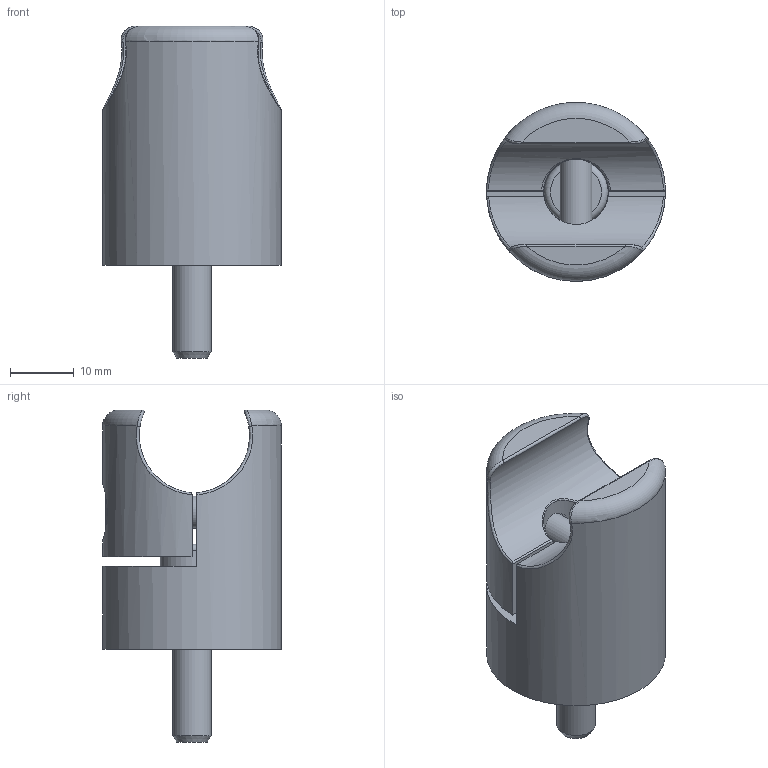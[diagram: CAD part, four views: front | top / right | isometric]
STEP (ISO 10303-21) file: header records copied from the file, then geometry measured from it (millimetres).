
FILE_DESCRIPTION (( 'STEP AP203' ), '1' );
FILE_NAME ('55332-240.step', '2021-11-26T07:26:53', ( '' ), ( '' ), 'SwSTEP 2.0', 'SolidWorks 2018', '' );
FILE_SCHEMA (( 'CONFIG_CONTROL_DESIGN' ));
Length unit declared in the file: millimetre
Products named in the file (10): 5533X-240 Teil2_5533X-240 Teil2; DIN 912 Konfig; 55332-240; 5533X-240 Teil2; DIN 912 Konfig_DIN 912 M6x25; 5533X-240 Teil1; 5533X-240 Teil1_55332-240 Teil1; DIN 912 Konfig_DIN 912 M5x16
Assembly tree (5 placements, depth 2):
  55332-240
    5533X-240 Teil1_55332-240 Teil1
    5533X-240 Teil2_5533X-240 Teil2
    DIN 912 Konfig_DIN 912 M5x16
    DIN 912 Konfig_DIN 912 M6x25
  5533X-240 Teil2
  5533X-240 Teil1
  DIN 912 Konfig
  55332-240
    DIN 912 Konfig
Bounding box: 28 x 28 x 52 mm (x, y, z)
Volume: 16349.4 mm3; surface area: 7620.6 mm2
Topology: 4 solids, 4 shells, 358 faces, 946 edges, 624 vertices
Faces by surface type: plane 188, bspline 142, cylinder 19, cone 5, torus 4
Full cylindrical faces by diameter (mm): 4.2 x1, 5 x1, 5.5 x1, 6 x1, 6.5 x1, 8.5 x1, 9 x1, 10 x1, 10.2 x1, 23 x1, 28 x1
Entity records: 19576 total; most frequent: CARTESIAN_POINT 10872, ORIENTED_EDGE 1838, DIRECTION 1124, EDGE_CURVE 919, VERTEX_POINT 614, VECTOR 572, LINE 572, EDGE_LOOP 407
